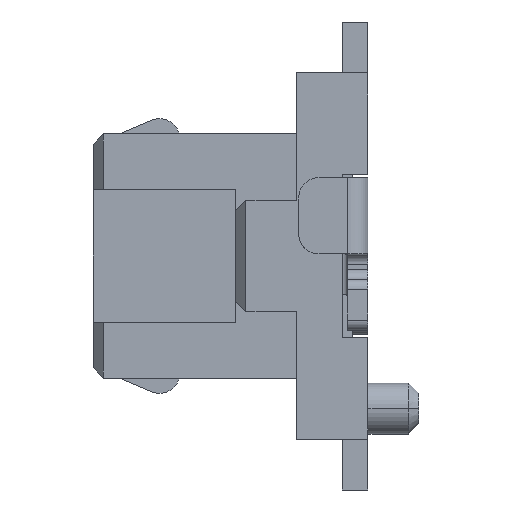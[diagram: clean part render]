
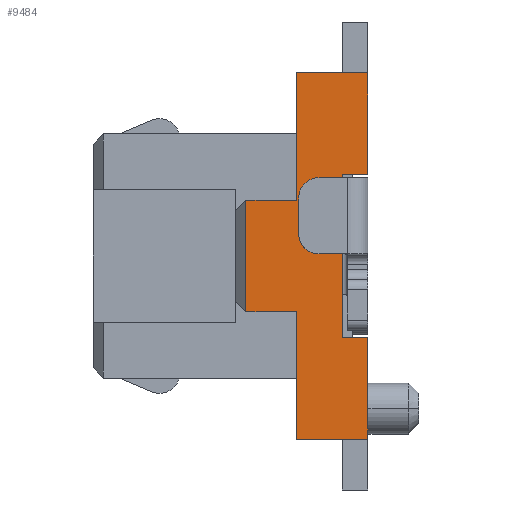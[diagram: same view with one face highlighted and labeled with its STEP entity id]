
A CAD part, left-side view. The second image highlights one B-rep face of the part: STEP entity #9484.
In plain terms, the highlighted planar face has unit normal (-1, 0, 0).
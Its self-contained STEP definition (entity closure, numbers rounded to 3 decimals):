
#272=DIRECTION('',(0.,0.,1.));
#273=VECTOR('',#272,0.3);
#274=CARTESIAN_POINT('',(-3.55,0.,-1.8));
#275=LINE('82880',#274,#273);
#286=DIRECTION('',(0.,0.,1.));
#287=VECTOR('',#286,0.7);
#288=CARTESIAN_POINT('',(-3.55,0.,-1.5));
#289=LINE('82997',#288,#287);
#294=DIRECTION('',(0.,0.,1.));
#295=VECTOR('',#294,1.);
#296=CARTESIAN_POINT('',(-3.55,0.,0.8));
#297=LINE('82998',#296,#295);
#2262=DIRECTION('',(0.,1.,0.));
#2263=VECTOR('',#2262,0.7);
#2264=CARTESIAN_POINT('',(-3.55,0.,1.8));
#2265=LINE('158',#2264,#2263);
#2506=DIRECTION('',(0.,0.,1.));
#2507=VECTOR('',#2506,1.6);
#2508=CARTESIAN_POINT('',(-3.55,0.25,-0.8));
#2509=LINE('82973',#2508,#2507);
#2510=DIRECTION('',(0.,1.,0.));
#2511=VECTOR('',#2510,0.25);
#2512=CARTESIAN_POINT('',(-3.55,0.,-0.8));
#2513=LINE('82974',#2512,#2511);
#2514=DIRECTION('',(0.,1.,0.));
#2515=VECTOR('',#2514,0.7);
#2516=CARTESIAN_POINT('',(-3.55,0.,-1.8));
#2517=LINE('157',#2516,#2515);
#2518=DIRECTION('',(0.,0.,1.));
#2519=VECTOR('',#2518,1.25);
#2520=CARTESIAN_POINT('',(-3.55,0.7,-1.8));
#2521=LINE('145',#2520,#2519);
#2522=DIRECTION('',(0.,-1.,0.));
#2523=VECTOR('',#2522,0.5);
#2524=CARTESIAN_POINT('',(-3.55,1.2,-0.55));
#2525=LINE('816',#2524,#2523);
#2526=DIRECTION('',(0.,0.,-1.));
#2527=VECTOR('',#2526,1.1);
#2528=CARTESIAN_POINT('',(-3.55,1.2,0.55));
#2529=LINE('793',#2528,#2527);
#2530=DIRECTION('',(0.,-1.,0.));
#2531=VECTOR('',#2530,0.5);
#2532=CARTESIAN_POINT('',(-3.55,1.2,0.55));
#2533=LINE('817',#2532,#2531);
#2534=DIRECTION('',(0.,0.,1.));
#2535=VECTOR('',#2534,1.25);
#2536=CARTESIAN_POINT('',(-3.55,0.7,0.55));
#2537=LINE('146',#2536,#2535);
#2538=DIRECTION('',(0.,1.,0.));
#2539=VECTOR('',#2538,0.25);
#2540=CARTESIAN_POINT('',(-3.55,0.,0.8));
#2541=LINE('82975',#2540,#2539);
#5730=CARTESIAN_POINT('',(-3.55,0.7,-1.8));
#5731=CARTESIAN_POINT('',(-3.55,0.7,-0.55));
#5732=VERTEX_POINT('',#5730);
#5733=VERTEX_POINT('',#5731);
#5734=CARTESIAN_POINT('',(-3.55,0.7,0.55));
#5735=CARTESIAN_POINT('',(-3.55,0.7,1.8));
#5736=VERTEX_POINT('',#5734);
#5737=VERTEX_POINT('',#5735);
#5746=CARTESIAN_POINT('',(-3.55,0.,-1.8));
#5747=VERTEX_POINT('',#5746);
#5748=CARTESIAN_POINT('',(-3.55,0.,1.8));
#5749=VERTEX_POINT('',#5748);
#5947=CARTESIAN_POINT('',(-3.55,1.2,0.55));
#5949=VERTEX_POINT('',#5947);
#5956=CARTESIAN_POINT('',(-3.55,1.2,-0.55));
#5957=VERTEX_POINT('',#5956);
#7383=CARTESIAN_POINT('',(-3.55,0.,-1.5));
#7385=VERTEX_POINT('',#7383);
#7410=CARTESIAN_POINT('',(-3.55,0.,-0.8));
#7412=VERTEX_POINT('',#7410);
#7414=CARTESIAN_POINT('',(-3.55,0.,0.8));
#7416=VERTEX_POINT('',#7414);
#7418=CARTESIAN_POINT('',(-3.55,0.25,-0.8));
#7419=CARTESIAN_POINT('',(-3.55,0.25,0.8));
#7420=VERTEX_POINT('',#7418);
#7421=VERTEX_POINT('',#7419);
#9460=CARTESIAN_POINT('',(-3.55,0.,-1.8));
#9461=DIRECTION('',(-1.,0.,0.));
#9462=DIRECTION('',(0.,0.,1.));
#9463=AXIS2_PLACEMENT_3D('',#9460,#9461,#9462);
#9464=PLANE('52',#9463);
#9465=ORIENTED_EDGE('82973',*,*,#7656,.F.);
#9466=ORIENTED_EDGE('82974',*,*,#9450,.F.);
#9467=ORIENTED_EDGE('82997',*,*,#7553,.F.);
#9468=ORIENTED_EDGE('82880',*,*,#7547,.F.);
#9469=ORIENTED_EDGE('157',*,*,#8665,.T.);
#9470=ORIENTED_EDGE('145',*,*,#9175,.T.);
#9472=ORIENTED_EDGE('816',*,*,#9471,.F.);
#9474=ORIENTED_EDGE('793',*,*,#9473,.F.);
#9476=ORIENTED_EDGE('817',*,*,#9475,.T.);
#9477=ORIENTED_EDGE('146',*,*,#9152,.T.);
#9478=ORIENTED_EDGE('158',*,*,#9299,.F.);
#9479=ORIENTED_EDGE('82998',*,*,#7565,.F.);
#9481=ORIENTED_EDGE('82975',*,*,#9480,.T.);
#9482=EDGE_LOOP('52',(#9465,#9466,#9467,#9468,#9469,#9470,#9472,#9474,#9476,
#9477,#9478,#9479,#9481));
#9483=FACE_OUTER_BOUND('52',#9482,.F.);
#7547=EDGE_CURVE('82880',#5747,#7385,#275,.T.);
#7553=EDGE_CURVE('82997',#7385,#7412,#289,.T.);
#7565=EDGE_CURVE('82998',#7416,#5749,#297,.T.);
#7656=EDGE_CURVE('82973',#7420,#7421,#2509,.T.);
#8665=EDGE_CURVE('157',#5747,#5732,#2517,.T.);
#9152=EDGE_CURVE('146',#5736,#5737,#2537,.T.);
#9175=EDGE_CURVE('145',#5732,#5733,#2521,.T.);
#9299=EDGE_CURVE('158',#5749,#5737,#2265,.T.);
#9450=EDGE_CURVE('82974',#7412,#7420,#2513,.T.);
#9471=EDGE_CURVE('816',#5957,#5733,#2525,.T.);
#9473=EDGE_CURVE('793',#5949,#5957,#2529,.T.);
#9475=EDGE_CURVE('817',#5949,#5736,#2533,.T.);
#9480=EDGE_CURVE('82975',#7416,#7421,#2541,.T.);
#9484=ADVANCED_FACE('52',(#9483),#9464,.T.);
